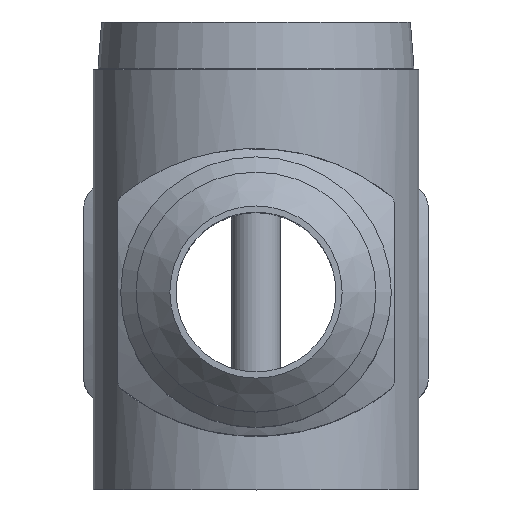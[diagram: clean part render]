
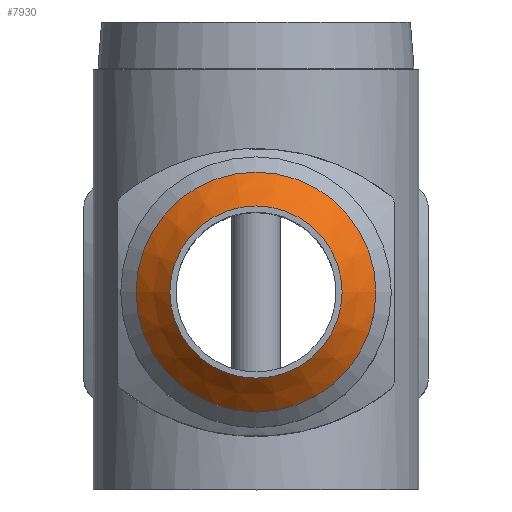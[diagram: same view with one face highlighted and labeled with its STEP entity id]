
A CAD part, top view. The second image highlights one B-rep face of the part: STEP entity #7930.
In plain terms, the highlighted conical face has half-angle 45 degrees and reference radius 7 mm.
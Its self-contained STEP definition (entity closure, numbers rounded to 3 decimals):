
#747=FACE_OUTER_BOUND('',#1205,.T.);
#1205=EDGE_LOOP('',(#6624,#6625,#6626,#6627,#6628,#6629));
#2232=LINE('',#19133,#2914);
#2914=VECTOR('',#9465,7.);
#3124=CIRCLE('',#8340,9.75);
#3125=CIRCLE('',#8341,9.75);
#3126=CIRCLE('',#8343,7.);
#3127=CIRCLE('',#8344,7.);
#3701=VERTEX_POINT('',#19126);
#3702=VERTEX_POINT('',#19128);
#3703=VERTEX_POINT('',#19132);
#3704=VERTEX_POINT('',#19134);
#4715=EDGE_CURVE('',#3701,#3702,#3124,.T.);
#4716=EDGE_CURVE('',#3702,#3701,#3125,.T.);
#4717=EDGE_CURVE('',#3701,#3703,#2232,.T.);
#4718=EDGE_CURVE('',#3703,#3704,#3126,.T.);
#4719=EDGE_CURVE('',#3704,#3703,#3127,.T.);
#6624=ORIENTED_EDGE('',*,*,#4716,.F.);
#6625=ORIENTED_EDGE('',*,*,#4715,.F.);
#6626=ORIENTED_EDGE('',*,*,#4717,.T.);
#6627=ORIENTED_EDGE('',*,*,#4718,.T.);
#6628=ORIENTED_EDGE('',*,*,#4719,.T.);
#6629=ORIENTED_EDGE('',*,*,#4717,.F.);
#7261=CONICAL_SURFACE('',#8342,7.,0.785);
#7930=ADVANCED_FACE('',(#747),#7261,.T.);
#8340=AXIS2_PLACEMENT_3D('',#19129,#9459,#9460);
#8341=AXIS2_PLACEMENT_3D('',#19130,#9461,#9462);
#8342=AXIS2_PLACEMENT_3D('',#19131,#9463,#9464);
#8343=AXIS2_PLACEMENT_3D('',#19135,#9466,#9467);
#8344=AXIS2_PLACEMENT_3D('',#19136,#9468,#9469);
#9459=DIRECTION('center_axis',(0.,0.,-1.));
#9460=DIRECTION('ref_axis',(-1.,0.,0.));
#9461=DIRECTION('center_axis',(0.,0.,-1.));
#9462=DIRECTION('ref_axis',(-1.,0.,0.));
#9463=DIRECTION('center_axis',(0.,0.,-1.));
#9464=DIRECTION('ref_axis',(-1.,0.,0.));
#9465=DIRECTION('',(-0.707,0.,0.707));
#9466=DIRECTION('center_axis',(0.,0.,-1.));
#9467=DIRECTION('ref_axis',(-1.,0.,0.));
#9468=DIRECTION('center_axis',(0.,0.,-1.));
#9469=DIRECTION('ref_axis',(-1.,0.,0.));
#19126=CARTESIAN_POINT('',(9.75,0.,37.25));
#19128=CARTESIAN_POINT('',(-9.75,0.,37.25));
#19129=CARTESIAN_POINT('Origin',(0.,0.,37.25));
#19130=CARTESIAN_POINT('Origin',(0.,0.,37.25));
#19131=CARTESIAN_POINT('Origin',(0.,0.,40.));
#19132=CARTESIAN_POINT('',(7.,0.,40.));
#19133=CARTESIAN_POINT('',(7.,0.,40.));
#19134=CARTESIAN_POINT('',(-7.,0.,40.));
#19135=CARTESIAN_POINT('Origin',(0.,0.,40.));
#19136=CARTESIAN_POINT('Origin',(0.,0.,40.));
